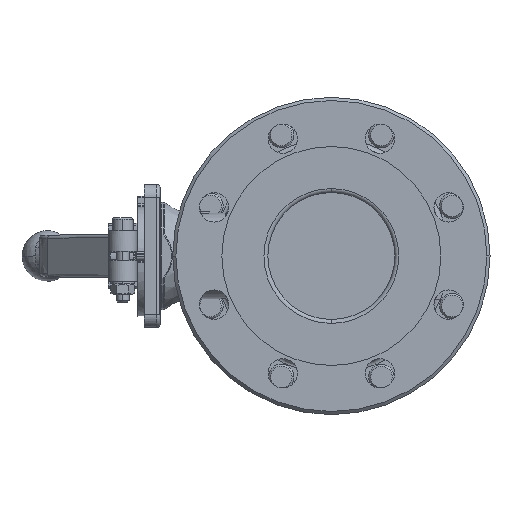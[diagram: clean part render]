
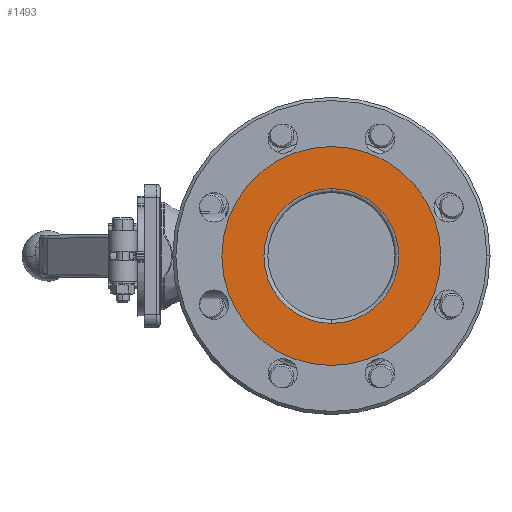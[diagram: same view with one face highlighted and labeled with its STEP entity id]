
A CAD part, left-side view. The second image highlights one B-rep face of the part: STEP entity #1493.
In plain terms, the highlighted planar face has unit normal (-1, 0, 0).
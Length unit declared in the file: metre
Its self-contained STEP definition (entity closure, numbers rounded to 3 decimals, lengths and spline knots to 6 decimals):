
#1493 = ADVANCED_FACE ( 'NONE', ( #59127, #6388 ), #67462, .F. ) ;
#4266 = CARTESIAN_POINT ( 'NONE',  ( -0.0575, -0.009, 0.0425 ) ) ;
#6388 = FACE_BOUND ( 'NONE', #133677, .T. ) ;
#16296 = DIRECTION ( 'NONE',  ( 0., -1., 0. ) ) ;
#18091 = DIRECTION ( 'NONE',  ( 0., 1., 0. ) ) ;
#20191 = CIRCLE ( 'NONE', #103556, 0.069 ) ;
#20709 = CARTESIAN_POINT ( 'NONE',  ( -0.0575, -0.009, 0. ) ) ;
#25165 = EDGE_CURVE ( 'NONE', #129480, #97921, #20191, .T. ) ;
#27899 = DIRECTION ( 'NONE',  ( 0., -1., 0. ) ) ;
#28311 = CARTESIAN_POINT ( 'NONE',  ( -0.0575, -0.009, 0. ) ) ;
#32701 = CIRCLE ( 'NONE', #67827, 0.0425 ) ;
#36777 = CARTESIAN_POINT ( 'NONE',  ( -0.0575, -0.009, 0. ) ) ;
#37950 = DIRECTION ( 'NONE',  ( 1., 0., 0. ) ) ;
#42327 = CARTESIAN_POINT ( 'NONE',  ( -0.0575, -0.009, -0.0425 ) ) ;
#44065 = CIRCLE ( 'NONE', #110042, 0.069 ) ;
#49212 = DIRECTION ( 'NONE',  ( -1., 0., 0. ) ) ;
#52252 = DIRECTION ( 'NONE',  ( 0., 1., 0. ) ) ;
#56034 = DIRECTION ( 'NONE',  ( -1., 0., 0. ) ) ;
#58439 = DIRECTION ( 'NONE',  ( 0., 0., -1. ) ) ;
#59127 = FACE_OUTER_BOUND ( 'NONE', #65852, .T. ) ;
#62496 = DIRECTION ( 'NONE',  ( 1., 0., 0. ) ) ;
#63930 = EDGE_CURVE ( 'NONE', #85933, #96039, #32701, .T. ) ;
#65852 = EDGE_LOOP ( 'NONE', ( #119568, #108909 ) ) ;
#67462 = PLANE ( 'NONE',  #94420 ) ;
#67827 = AXIS2_PLACEMENT_3D ( 'NONE', #91148, #49212, #27899 ) ;
#74971 = AXIS2_PLACEMENT_3D ( 'NONE', #36777, #56034, #16296 ) ;
#80459 = DIRECTION ( 'NONE',  ( 1., 0., 0. ) ) ;
#85933 = VERTEX_POINT ( 'NONE', #42327 ) ;
#91148 = CARTESIAN_POINT ( 'NONE',  ( -0.0575, -0.009, 0. ) ) ;
#94420 = AXIS2_PLACEMENT_3D ( 'NONE', #99181, #80459, #58439 ) ;
#94835 = CIRCLE ( 'NONE', #74971, 0.0425 ) ;
#96039 = VERTEX_POINT ( 'NONE', #4266 ) ;
#97921 = VERTEX_POINT ( 'NONE', #121218 ) ;
#99181 = CARTESIAN_POINT ( 'NONE',  ( -0.0575, 0.063, 0. ) ) ;
#100545 = EDGE_CURVE ( 'NONE', #97921, #129480, #44065, .T. ) ;
#103556 = AXIS2_PLACEMENT_3D ( 'NONE', #28311, #37950, #18091 ) ;
#108909 = ORIENTED_EDGE ( 'NONE', *, *, #25165, .F. ) ;
#110042 = AXIS2_PLACEMENT_3D ( 'NONE', #20709, #62496, #52252 ) ;
#116841 = EDGE_CURVE ( 'NONE', #96039, #85933, #94835, .T. ) ;
#119568 = ORIENTED_EDGE ( 'NONE', *, *, #100545, .F. ) ;
#119915 = ORIENTED_EDGE ( 'NONE', *, *, #63930, .F. ) ;
#121218 = CARTESIAN_POINT ( 'NONE',  ( -0.0575, 0.06, 0. ) ) ;
#121973 = CARTESIAN_POINT ( 'NONE',  ( -0.0575, -0.078, 0. ) ) ;
#129480 = VERTEX_POINT ( 'NONE', #121973 ) ;
#132467 = ORIENTED_EDGE ( 'NONE', *, *, #116841, .F. ) ;
#133677 = EDGE_LOOP ( 'NONE', ( #132467, #119915 ) ) ;
